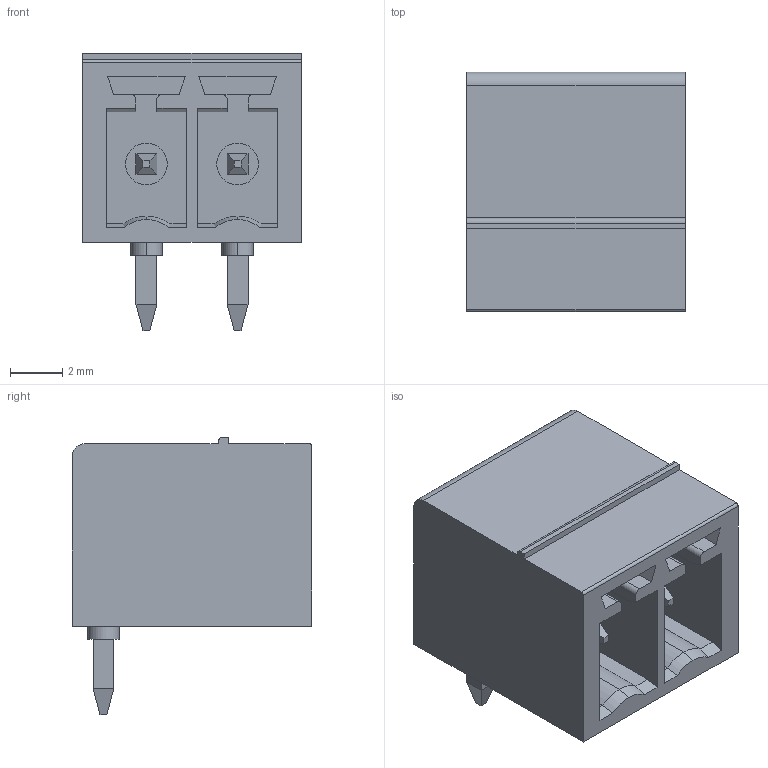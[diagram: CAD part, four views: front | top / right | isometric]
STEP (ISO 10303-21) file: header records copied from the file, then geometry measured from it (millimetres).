
FILE_DESCRIPTION(('STEP AP214'),'1');
FILE_NAME('1995499.stp','2020-03-13T18:49:52',('TraceParts'),('TraceParts S.A.'),'Spatial InterOp 3D',' ',' ');
FILE_SCHEMA(('AUTOMOTIVE_DESIGN { 1 0 10303 214 1 1 1 1 }'));
Length unit declared in the file: millimetre
Products named in the file (1): 1995499
Bounding box: 8.4 x 9.2 x 10.65 mm (x, y, z)
Volume: 340.4 mm3; surface area: 775.9 mm2
Topology: 1 solids, 1 shells, 154 faces, 386 edges, 250 vertices
Faces by surface type: plane 105, cylinder 45, cone 4
Entity records: 5864 total; most frequent: CARTESIAN_POINT 839, DIRECTION 786, ORIENTED_EDGE 772, EDGE_CURVE 386, LINE 288, VECTOR 288, VERTEX_POINT 250, AXIS2_PLACEMENT_3D 249
